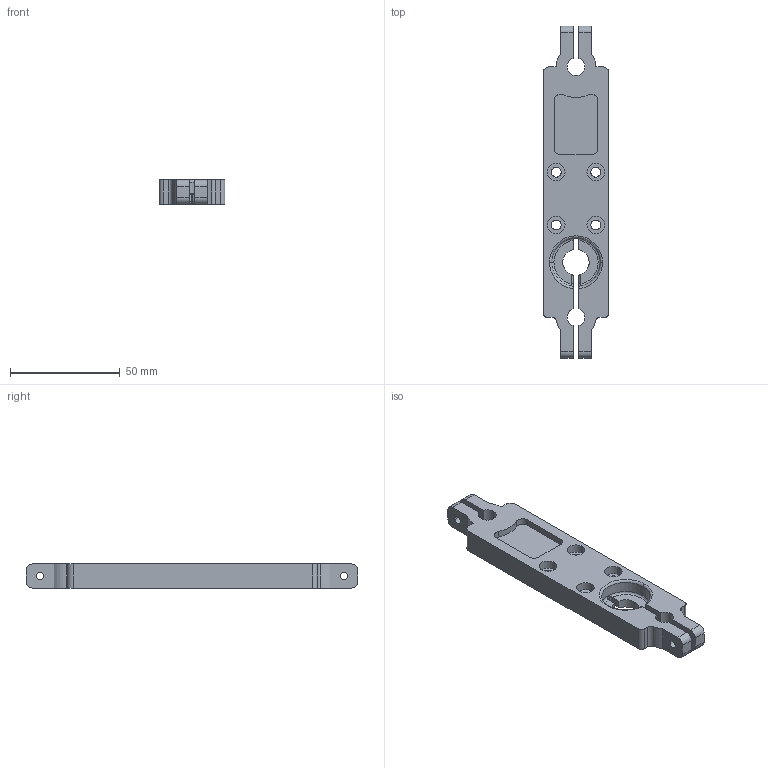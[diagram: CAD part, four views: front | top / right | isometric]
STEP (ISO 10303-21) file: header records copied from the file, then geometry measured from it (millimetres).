
FILE_DESCRIPTION (( 'STEP AP203' ), '1' );
FILE_NAME ('CB-001-003 - Linear Bearing Block 2.STEP', '2023-07-27T00:35:23', ( '' ), ( '' ), 'SwSTEP 2.0', 'SolidWorks 2023', '' );
FILE_SCHEMA (( 'CONFIG_CONTROL_DESIGN' ));
Length unit declared in the file: millimetre
Products named in the file (1): CB-001-003 - Linear Bearing Block 2
Bounding box: 30 x 151 x 11 mm (x, y, z)
Volume: 33358.7 mm3; surface area: 14348.6 mm2
Topology: 1 solids, 1 shells, 135 faces, 364 edges, 239 vertices
Faces by surface type: cylinder 72, plane 52, torus 9, bspline 2
Entity records: 4561 total; most frequent: CARTESIAN_POINT 949, DIRECTION 768, ORIENTED_EDGE 728, EDGE_CURVE 364, AXIS2_PLACEMENT_3D 286, VERTEX_POINT 239, LINE 196, VECTOR 196
